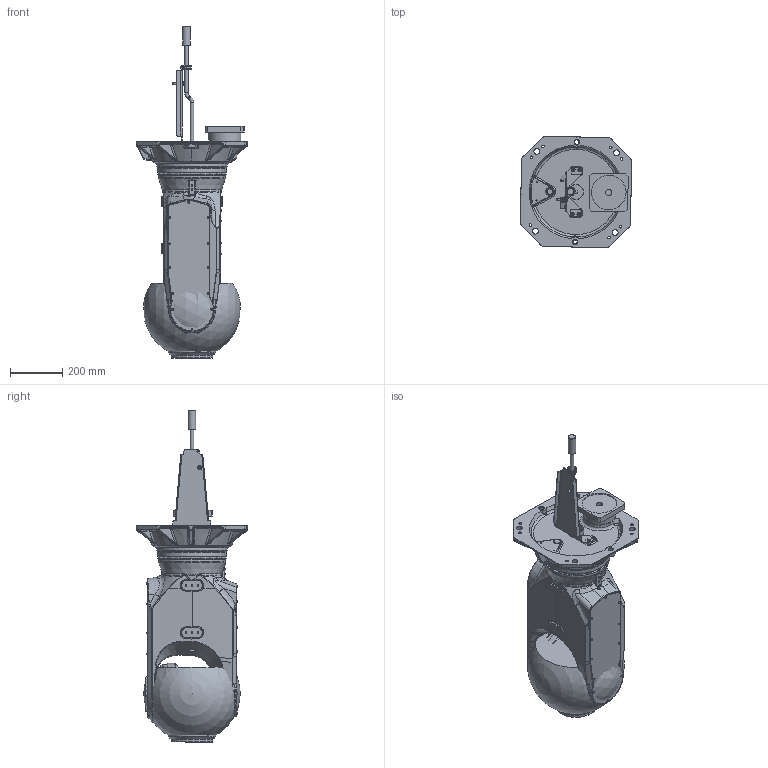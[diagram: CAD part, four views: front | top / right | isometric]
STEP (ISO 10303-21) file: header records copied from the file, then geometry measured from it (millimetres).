
FILE_DESCRIPTION(/* description */ ('Norm.iam Teamplte'),/* implementation_level */ '2;1');
FILE_NAME(/* name */ '3D-model_AT_00036.stp',/* time_stamp */ '2024-05-28T15:21:33+02:00',/* author */ ('julien.ihle'),/* organization */ (''),/* preprocessor_version */ 'ST-DEVELOPER v19.2',/* originating_system */ 'Autodesk Inventor 2023',/* authorisation */ '');
FILE_SCHEMA (('AUTOMOTIVE_DESIGN { 1 0 10303 214 3 1 1 }'));
Products named in the file (6): AT_00036_DUMMY wrist3-185-150kg; MT_WST00107852 Dummy Flansch; MT_WST00108860 Dummy Arm; MT_WST00108862 Dummy Hand; MT_WST00116912; MT_WST00116913 Arbeitsbereich
Assembly tree (5 placements, depth 2):
  AT_00036_DUMMY wrist3-185-150kg
    MT_WST00107852 Dummy Flansch
    MT_WST00108860 Dummy Arm
    MT_WST00108862 Dummy Hand
    MT_WST00116912
    MT_WST00116913 Arbeitsbereich
Bounding box: 424.05 x 424.05 x 1265.75 mm (x, y, z)
Volume: 69081621.1 mm3; surface area: 2311833.1 mm2
Topology: 9 solids, 9 shells, 2627 faces, 6327 edges, 3959 vertices
Faces by surface type: plane 1006, cylinder 681, bspline 560, torus 191, cone 166, sphere 23
Full cylindrical faces by diameter (mm): 4.917 x2, 5 x6, 6.647 x12, 6.8 x4, 7 x30, 7.6 x30, 8 x7, 8.376 x6, 8.5 x5, 8.8 x2, 9 x1, 10 x19, 10.106 x7, 11 x4, 13 x33, 13.3 x3, 15 x3, 16 x52, 16.2 x2, 20.5 x1, 22 x4, 24 x1, 25 x2, 27 x11, 28 x2, 29 x3, 30 x2, 49 x1, 55.5 x1, 58 x1
Entity records: 107287 total; most frequent: CARTESIAN_POINT 44133, ORIENTED_EDGE 12632, DIRECTION 12453, EDGE_CURVE 6316, AXIS2_PLACEMENT_3D 5092, VERTEX_POINT 4025, EDGE_LOOP 2999, CIRCLE 2852
